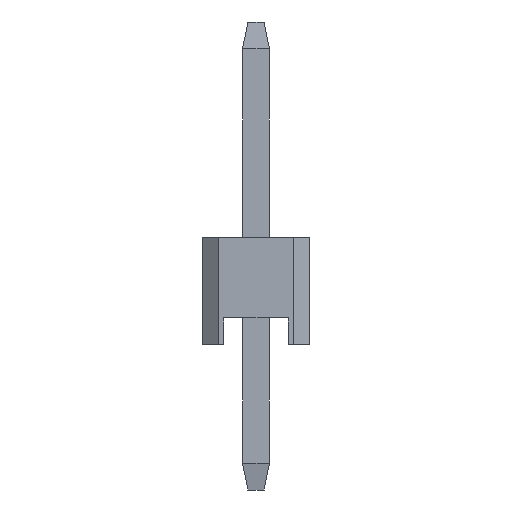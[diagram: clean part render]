
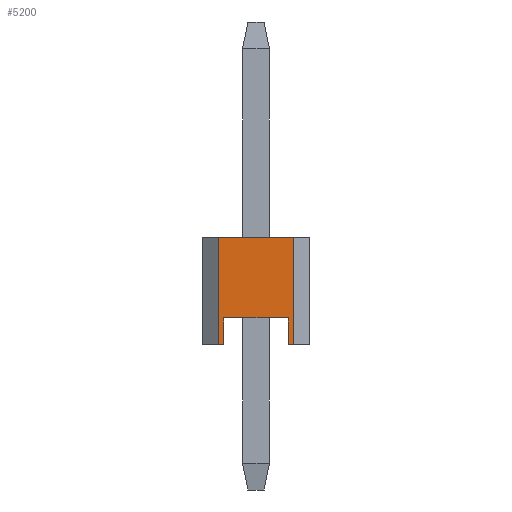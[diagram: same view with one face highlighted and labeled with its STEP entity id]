
A CAD part, left-side view. The second image highlights one B-rep face of the part: STEP entity #5200.
In plain terms, the highlighted planar face has unit normal (-1, 0, 0).
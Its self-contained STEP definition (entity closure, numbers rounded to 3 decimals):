
#398=ORIENTED_EDGE('',*,*,#1076,.F.);
#399=ORIENTED_EDGE('',*,*,#1332,.F.);
#400=ORIENTED_EDGE('',*,*,#1269,.T.);
#401=ORIENTED_EDGE('',*,*,#1292,.T.);
#402=ORIENTED_EDGE('',*,*,#1189,.F.);
#403=ORIENTED_EDGE('',*,*,#1274,.F.);
#404=ORIENTED_EDGE('',*,*,#1072,.F.);
#405=ORIENTED_EDGE('',*,*,#1080,.F.);
#1072=EDGE_CURVE('',#1596,#1597,#1924,.T.);
#1076=EDGE_CURVE('',#1600,#1601,#1928,.T.);
#1080=EDGE_CURVE('',#1601,#1596,#1932,.T.);
#1189=EDGE_CURVE('',#1697,#1698,#2041,.T.);
#1269=EDGE_CURVE('',#1760,#1763,#2121,.T.);
#1274=EDGE_CURVE('',#1597,#1697,#2126,.T.);
#1292=EDGE_CURVE('',#1763,#1698,#2144,.T.);
#1332=EDGE_CURVE('',#1760,#1600,#2184,.T.);
#1596=VERTEX_POINT('',#6541);
#1597=VERTEX_POINT('',#6542);
#1600=VERTEX_POINT('',#6550);
#1601=VERTEX_POINT('',#6551);
#1697=VERTEX_POINT('',#6783);
#1698=VERTEX_POINT('',#6785);
#1760=VERTEX_POINT('',#6947);
#1763=VERTEX_POINT('',#6952);
#1924=LINE('',#6540,#2448);
#1928=LINE('',#6549,#2452);
#1932=LINE('',#6558,#2456);
#2041=LINE('',#6784,#2565);
#2121=LINE('',#6953,#2645);
#2126=LINE('',#6961,#2650);
#2144=LINE('',#6981,#2668);
#2184=LINE('',#7054,#2708);
#2448=VECTOR('',#5586,1000.);
#2452=VECTOR('',#5592,1000.);
#2456=VECTOR('',#5598,1000.);
#2565=VECTOR('',#5753,1000.);
#2645=VECTOR('',#5879,1000.);
#2650=VECTOR('',#5890,1000.);
#2668=VECTOR('',#5912,1000.);
#2708=VECTOR('',#5954,1000.);
#3042=EDGE_LOOP('',(#398,#399,#400,#401,#402,#403,#404,#405));
#3272=FACE_BOUND('',#3042,.T.);
#3486=PLANE('',#5421);
#5200=ADVANCED_FACE('',(#3272),#3486,.T.);
#5421=AXIS2_PLACEMENT_3D('',#7053,#5952,#5953);
#5586=DIRECTION('',(0.,0.,-1.));
#5592=DIRECTION('',(0.,0.,1.));
#5598=DIRECTION('',(0.,1.,0.));
#5753=DIRECTION('',(0.,0.,1.));
#5879=DIRECTION('',(0.,0.,1.));
#5890=DIRECTION('',(0.,1.,0.));
#5912=DIRECTION('',(0.,1.,0.));
#5952=DIRECTION('',(-1.,0.,0.));
#5953=DIRECTION('',(0.,0.,1.));
#5954=DIRECTION('',(0.,1.,0.));
#6540=CARTESIAN_POINT('',(-8.,0.6,-1.));
#6541=CARTESIAN_POINT('',(-8.,0.6,-0.5));
#6542=CARTESIAN_POINT('',(-8.,0.6,-1.));
#6549=CARTESIAN_POINT('',(-8.,-0.6,-1.));
#6550=CARTESIAN_POINT('',(-8.,-0.6,-1.));
#6551=CARTESIAN_POINT('',(-8.,-0.6,-0.5));
#6558=CARTESIAN_POINT('',(-8.,-1.,-0.5));
#6783=CARTESIAN_POINT('',(-8.,0.7,-1.));
#6784=CARTESIAN_POINT('',(-8.,0.7,-15.494));
#6785=CARTESIAN_POINT('',(-8.,0.7,1.));
#6947=CARTESIAN_POINT('',(-8.,-0.7,-1.));
#6952=CARTESIAN_POINT('',(-8.,-0.7,1.));
#6953=CARTESIAN_POINT('',(-8.,-0.7,-15.494));
#6961=CARTESIAN_POINT('',(-8.,-1.,-1.));
#6981=CARTESIAN_POINT('',(-8.,-1.,1.));
#7053=CARTESIAN_POINT('',(-8.,-1.,-1.));
#7054=CARTESIAN_POINT('',(-8.,-1.,-1.));
